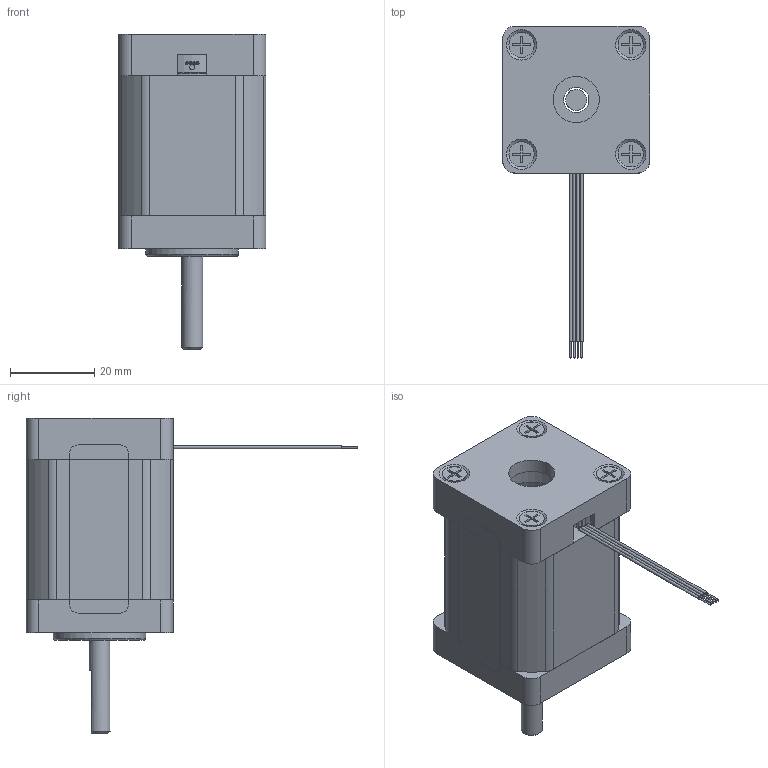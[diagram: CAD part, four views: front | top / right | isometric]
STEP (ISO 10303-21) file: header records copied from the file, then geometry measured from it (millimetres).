
FILE_DESCRIPTION(/* description */ (''),/* implementation_level */ '2;1');
FILE_NAME(/* name */ '14H2052-100-4AL.stp',/* time_stamp */ '2020-09-01T10:27:49+08:00',/* author */ ('dzp-qch5853'),/* organization */ (''),/* preprocessor_version */ 'ST-DEVELOPER v16.1',/* originating_system */ 'Autodesk Inventor 2016',/* authorisation */ '');
FILE_SCHEMA (('AUTOMOTIVE_DESIGN { 1 0 10303 214 3 1 1 }'));
Length unit declared in the file: millimetre
Products named in the file (6): 01-005前盖; 01-006后盖; 02-012（14H2035铁芯）; 4231厚度螺钉; 28三厚标签; 装配体7
Assembly tree (8 placements, depth 2):
  装配体7
    01-005前盖
    01-006后盖
    02-012（14H2035铁芯）
    4231厚度螺钉  x4
    28三厚标签
Bounding box: 35.1 x 79 x 75 mm (x, y, z)
Volume: 27570.7 mm3; surface area: 29322 mm2
Topology: 14 solids, 14 shells, 494 faces, 1335 edges, 888 vertices
Faces by surface type: plane 277, cylinder 203, cone 13, torus 1
Full cylindrical faces by diameter (mm): 0.4 x4, 0.7 x4, 1.2 x1, 3 x4, 3.056 x4, 3.2 x4, 3.4 x4, 5 x1, 6 x5, 11 x1, 16 x1, 19 x2, 21.91 x2, 22 x1, 22.2 x2, 23 x2, 30 x1
Entity records: 13873 total; most frequent: DIRECTION 2451, CARTESIAN_POINT 2384, ORIENTED_EDGE 2284, EDGE_CURVE 1142, AXIS2_PLACEMENT_3D 860, VERTEX_POINT 787, LINE 731, VECTOR 731
